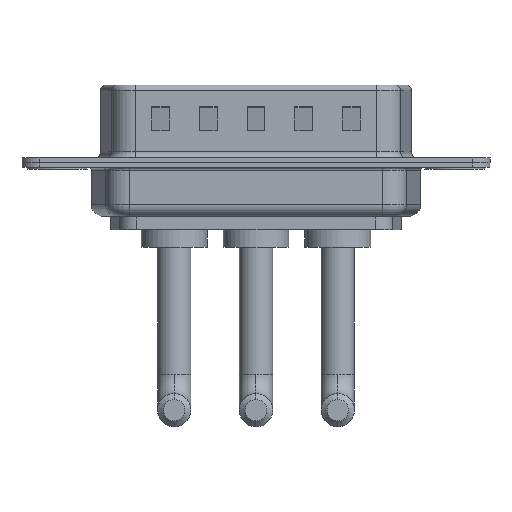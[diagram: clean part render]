
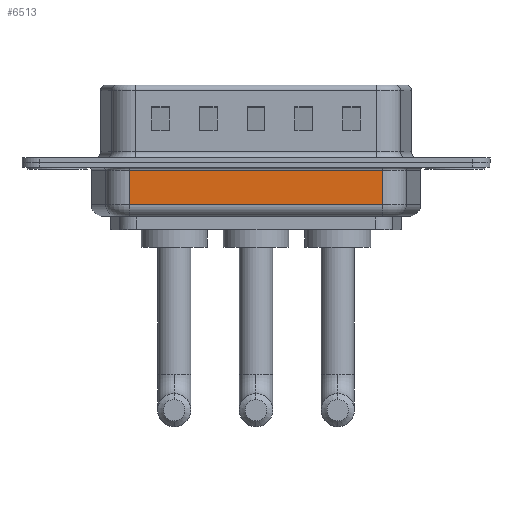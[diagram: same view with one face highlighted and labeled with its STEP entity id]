
A CAD part, front view. The second image highlights one B-rep face of the part: STEP entity #6513.
In plain terms, the highlighted planar face has unit normal (0, -1, 0).
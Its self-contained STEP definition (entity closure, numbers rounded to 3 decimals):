
#2 = LINE ( 'NONE', #11750, #7694 ) ;
#208 = CARTESIAN_POINT ( 'NONE',  ( 6.031, -5.35, -0.65 ) ) ;
#754 = VECTOR ( 'NONE', #3462, 1000. ) ;
#1988 = DIRECTION ( 'NONE',  ( 0., 1., 0. ) ) ;
#2513 = DIRECTION ( 'NONE',  ( 0., 0., 1. ) ) ;
#3462 = DIRECTION ( 'NONE',  ( -1., 0., 0. ) ) ;
#4093 = FACE_OUTER_BOUND ( 'NONE', #11565, .T. ) ;
#4225 = VECTOR ( 'NONE', #10802, 1000. ) ;
#4407 = VERTEX_POINT ( 'NONE', #9166 ) ;
#4626 = LINE ( 'NONE', #7778, #12039 ) ;
#5158 = VERTEX_POINT ( 'NONE', #8927 ) ;
#5557 = LINE ( 'NONE', #208, #754 ) ;
#6377 = ORIENTED_EDGE ( 'NONE', *, *, #12757, .T. ) ;
#6513 = ADVANCED_FACE ( 'NONE', ( #4093 ), #13702, .F. ) ;
#6984 = CARTESIAN_POINT ( 'NONE',  ( 6.031, -5.35, -0.65 ) ) ;
#7120 = CARTESIAN_POINT ( 'NONE',  ( 6.031, -5.35, -4.5 ) ) ;
#7386 = ORIENTED_EDGE ( 'NONE', *, *, #11557, .F. ) ;
#7694 = VECTOR ( 'NONE', #8583, 1000. ) ;
#7778 = CARTESIAN_POINT ( 'NONE',  ( 6.031, -5.35, -4.5 ) ) ;
#7888 = EDGE_CURVE ( 'NONE', #12923, #4407, #2, .T. ) ;
#7919 = CARTESIAN_POINT ( 'NONE',  ( 6.031, -5.35, -3.5 ) ) ;
#8087 = EDGE_CURVE ( 'NONE', #5158, #9251, #5557, .T. ) ;
#8483 = CARTESIAN_POINT ( 'NONE',  ( 27.269, -5.35, -4.5 ) ) ;
#8583 = DIRECTION ( 'NONE',  ( 1., 0., 0. ) ) ;
#8927 = CARTESIAN_POINT ( 'NONE',  ( 27.269, -5.35, -0.65 ) ) ;
#9001 = AXIS2_PLACEMENT_3D ( 'NONE', #7120, #1988, #10341 ) ;
#9166 = CARTESIAN_POINT ( 'NONE',  ( 27.269, -5.35, -3.5 ) ) ;
#9251 = VERTEX_POINT ( 'NONE', #6984 ) ;
#10341 = DIRECTION ( 'NONE',  ( 0., 0., 1. ) ) ;
#10802 = DIRECTION ( 'NONE',  ( 0., 0., 1. ) ) ;
#11557 = EDGE_CURVE ( 'NONE', #12923, #9251, #4626, .T. ) ;
#11565 = EDGE_LOOP ( 'NONE', ( #7386, #12189, #6377, #11987 ) ) ;
#11750 = CARTESIAN_POINT ( 'NONE',  ( 6.031, -5.35, -3.5 ) ) ;
#11987 = ORIENTED_EDGE ( 'NONE', *, *, #8087, .T. ) ;
#12039 = VECTOR ( 'NONE', #2513, 1000. ) ;
#12189 = ORIENTED_EDGE ( 'NONE', *, *, #7888, .T. ) ;
#12757 = EDGE_CURVE ( 'NONE', #4407, #5158, #13888, .T. ) ;
#12923 = VERTEX_POINT ( 'NONE', #7919 ) ;
#13702 = PLANE ( 'NONE',  #9001 ) ;
#13888 = LINE ( 'NONE', #8483, #4225 ) ;
